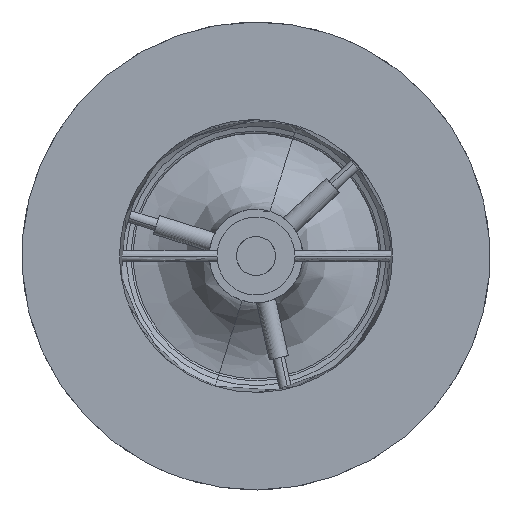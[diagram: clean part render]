
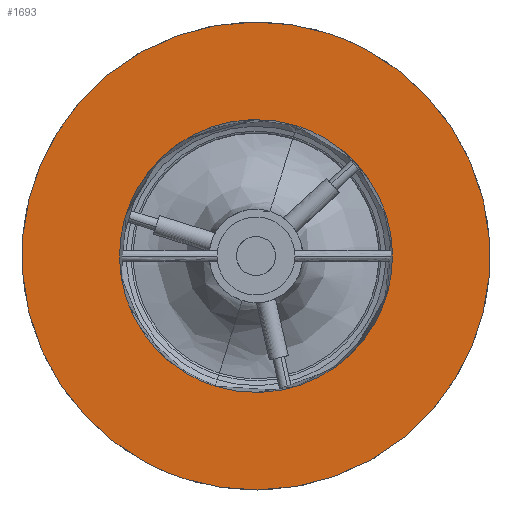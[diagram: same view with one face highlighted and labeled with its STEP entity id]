
A CAD part, left-side view. The second image highlights one B-rep face of the part: STEP entity #1693.
In plain terms, the highlighted free-form (B-spline) face has degree [1, 1] with [2, 2] control points.
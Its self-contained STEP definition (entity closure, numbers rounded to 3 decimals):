
#181 = VERTEX_POINT('',#182);
#182 = CARTESIAN_POINT('',(-58.925,-26.433,
    84.342));
#187 = EDGE_CURVE('',#188,#181,#190,.T.);
#188 = VERTEX_POINT('',#189);
#189 = CARTESIAN_POINT('',(-58.925,26.433,
    -84.342));
#190 = ( BOUNDED_CURVE() B_SPLINE_CURVE(2,(#191,#192,#193,#194,#195),
.UNSPECIFIED.,.F.,.F.) B_SPLINE_CURVE_WITH_KNOTS((3,2,3),(0.,
1.571,3.142),.PIECEWISE_BEZIER_KNOTS.) CURVE() 
GEOMETRIC_REPRESENTATION_ITEM() RATIONAL_B_SPLINE_CURVE((1.,
0.707,1.,0.707,1.)) REPRESENTATION_ITEM('') );
#191 = CARTESIAN_POINT('',(-58.925,26.433,
    -84.342));
#192 = CARTESIAN_POINT('',(-58.925,-57.909,
    -110.775));
#193 = CARTESIAN_POINT('',(-58.925,-84.342,
    -26.433));
#194 = CARTESIAN_POINT('',(-58.925,-110.775,
    57.909));
#195 = CARTESIAN_POINT('',(-58.925,-26.433,
    84.342));
#1042 = VERTEX_POINT('',#1043);
#1043 = CARTESIAN_POINT('',(-58.925,15.419,
    -49.199));
#1048 = EDGE_CURVE('',#1049,#1042,#1051,.T.);
#1049 = VERTEX_POINT('',#1050);
#1050 = CARTESIAN_POINT('',(-58.925,-15.419,
    49.199));
#1051 = ( BOUNDED_CURVE() B_SPLINE_CURVE(2,(#1052,#1053,#1054,#1055,
#1056),.UNSPECIFIED.,.F.,.F.) B_SPLINE_CURVE_WITH_KNOTS((3,2,3),(
    3.142,4.712,6.283),
.PIECEWISE_BEZIER_KNOTS.) CURVE() GEOMETRIC_REPRESENTATION_ITEM() 
RATIONAL_B_SPLINE_CURVE((1.,0.707,1.,0.707,1.)) 
REPRESENTATION_ITEM('') );
#1052 = CARTESIAN_POINT('',(-58.925,-15.419,
    49.199));
#1053 = CARTESIAN_POINT('',(-58.925,33.78,
    64.619));
#1054 = CARTESIAN_POINT('',(-58.925,49.199,
    15.419));
#1055 = CARTESIAN_POINT('',(-58.925,64.619,
    -33.78));
#1056 = CARTESIAN_POINT('',(-58.925,15.419,
    -49.199));
#1078 = EDGE_CURVE('',#1042,#1049,#1079,.T.);
#1079 = ( BOUNDED_CURVE() B_SPLINE_CURVE(2,(#1080,#1081,#1082,#1083,
#1084),.UNSPECIFIED.,.F.,.F.) B_SPLINE_CURVE_WITH_KNOTS((3,2,3),(0.,
1.571,3.142),.PIECEWISE_BEZIER_KNOTS.) CURVE() 
GEOMETRIC_REPRESENTATION_ITEM() RATIONAL_B_SPLINE_CURVE((1.,
0.707,1.,0.707,1.)) REPRESENTATION_ITEM('') );
#1080 = CARTESIAN_POINT('',(-58.925,15.419,
    -49.199));
#1081 = CARTESIAN_POINT('',(-58.925,-33.78,
    -64.619));
#1082 = CARTESIAN_POINT('',(-58.925,-49.199,
    -15.419));
#1083 = CARTESIAN_POINT('',(-58.925,-64.619,
    33.78));
#1084 = CARTESIAN_POINT('',(-58.925,-15.419,
    49.199));
#1675 = EDGE_CURVE('',#181,#188,#1676,.T.);
#1676 = ( BOUNDED_CURVE() B_SPLINE_CURVE(2,(#1677,#1678,#1679,#1680,
#1681),.UNSPECIFIED.,.F.,.F.) B_SPLINE_CURVE_WITH_KNOTS((3,2,3),(
    3.142,4.712,6.283),
.PIECEWISE_BEZIER_KNOTS.) CURVE() GEOMETRIC_REPRESENTATION_ITEM() 
RATIONAL_B_SPLINE_CURVE((1.,0.707,1.,0.707,1.)) 
REPRESENTATION_ITEM('') );
#1677 = CARTESIAN_POINT('',(-58.925,-26.433,
    84.342));
#1678 = CARTESIAN_POINT('',(-58.925,57.909,
    110.775));
#1679 = CARTESIAN_POINT('',(-58.925,84.342,
    26.433));
#1680 = CARTESIAN_POINT('',(-58.925,110.775,
    -57.909));
#1681 = CARTESIAN_POINT('',(-58.925,26.433,
    -84.342));
#1693 = ADVANCED_FACE('',(#1694,#1698),#1702,.F.);
#1694 = FACE_BOUND('',#1695,.T.);
#1695 = EDGE_LOOP('',(#1696,#1697));
#1696 = ORIENTED_EDGE('',*,*,#1078,.F.);
#1697 = ORIENTED_EDGE('',*,*,#1048,.F.);
#1698 = FACE_BOUND('',#1699,.T.);
#1699 = EDGE_LOOP('',(#1700,#1701));
#1700 = ORIENTED_EDGE('',*,*,#187,.T.);
#1701 = ORIENTED_EDGE('',*,*,#1675,.T.);
#1702 = B_SPLINE_SURFACE_WITH_KNOTS('',1,1,(
    (#1703,#1704)
    ,(#1705,#1706
    )),.UNSPECIFIED.,.F.,.F.,.F.,(2,2),(2,2),(-60.,60.),(-95.,25.),
  .PIECEWISE_BEZIER_KNOTS.);
#1703 = CARTESIAN_POINT('',(-58.925,110.775,
    -57.909));
#1704 = CARTESIAN_POINT('',(-58.925,-57.909,
    -110.775));
#1705 = CARTESIAN_POINT('',(-58.925,57.909,
    110.775));
#1706 = CARTESIAN_POINT('',(-58.925,-110.775,
    57.909));
